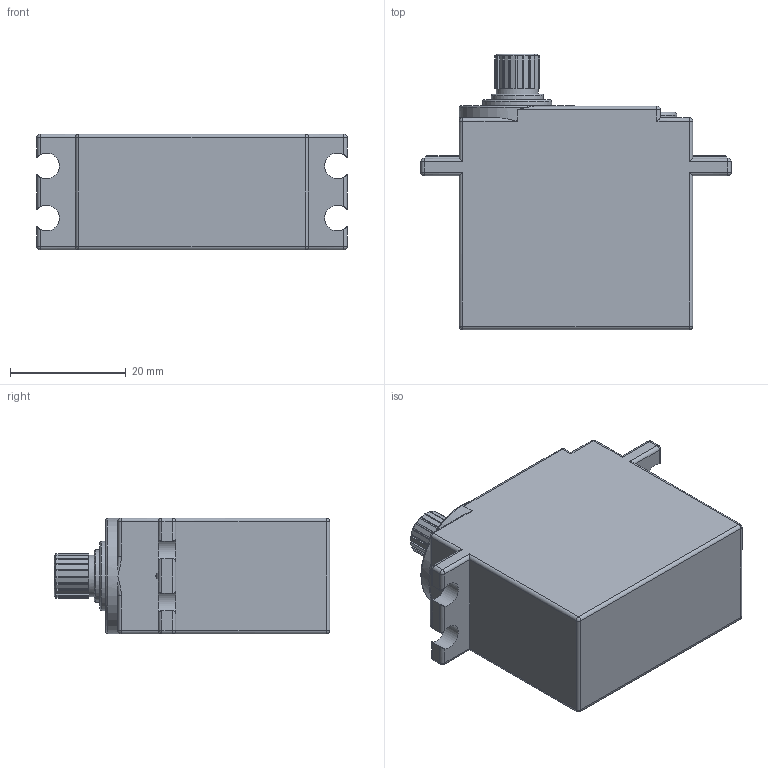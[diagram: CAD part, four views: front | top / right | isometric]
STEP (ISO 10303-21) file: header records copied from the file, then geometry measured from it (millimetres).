
FILE_DESCRIPTION(/* description */ ('STEP AP214'),/* implementation_level */ '2;1');
FILE_NAME(/* name */ '67f719f8b2acff2e7002bf2f',/* time_stamp */ '2025-04-10T01:08:09Z',/* author */ (''),/* organization */ (''),/* preprocessor_version */ 'ST-DEVELOPER v20',/* originating_system */ 'ONSHAPE BY PTC INC, 1.196',/* authorisation */ ' ');
FILE_SCHEMA (('AUTOMOTIVE_DESIGN {1 0 10303 214 3 1 1}'));
Length unit declared in the file: metre
Products named in the file (1): Servo MG996R
Bounding box: 53.6 x 47.6 x 20 mm (x, y, z)
Volume: 31732.3 mm3; surface area: 7052.8 mm2
Topology: 1 solids, 1 shells, 234 faces, 580 edges, 333 vertices
Faces by surface type: plane 142, cylinder 64, sphere 18, torus 6, bspline 4
Full cylindrical faces by diameter (mm): 2.6 x1, 7.184 x1, 9 x1, 12 x1
Entity records: 7730 total; most frequent: CARTESIAN_POINT 1592, DIRECTION 1138, ORIENTED_EDGE 1102, EDGE_CURVE 551, AXIS2_PLACEMENT_3D 391, LINE 356, VECTOR 356, VERTEX_POINT 331
